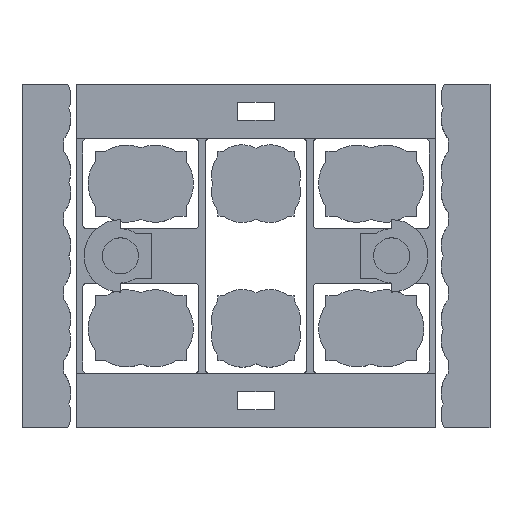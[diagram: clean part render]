
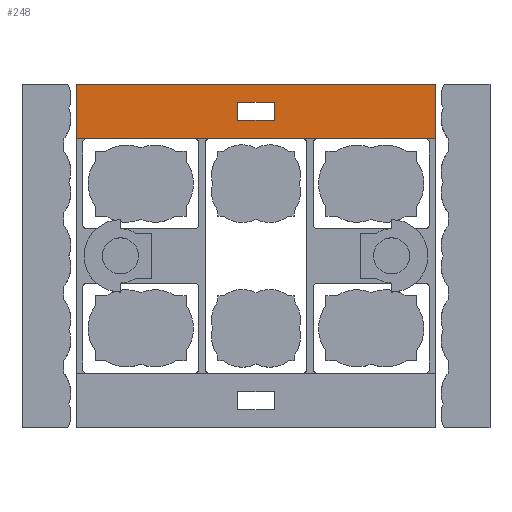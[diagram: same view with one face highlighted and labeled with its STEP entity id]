
A CAD part, top view. The second image highlights one B-rep face of the part: STEP entity #248.
In plain terms, the highlighted planar face has unit normal (0, 0, 1).
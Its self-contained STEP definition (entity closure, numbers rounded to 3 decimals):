
#15=FACE_BOUND('',#737,.T.);
#248=ADVANCED_FACE('',(#490,#15),#4250,.T.);
#490=FACE_OUTER_BOUND('',#736,.T.);
#736=EDGE_LOOP('',(#1490,#1491,#1492,#1493));
#737=EDGE_LOOP('',(#1494,#1495,#1496,#1497));
#1490=ORIENTED_EDGE('',*,*,#2550,.T.);
#1491=ORIENTED_EDGE('',*,*,#2551,.T.);
#1492=ORIENTED_EDGE('',*,*,#2552,.T.);
#1493=ORIENTED_EDGE('',*,*,#2553,.T.);
#1494=ORIENTED_EDGE('',*,*,#2484,.F.);
#1495=ORIENTED_EDGE('',*,*,#2487,.F.);
#1496=ORIENTED_EDGE('',*,*,#2476,.F.);
#1497=ORIENTED_EDGE('',*,*,#2481,.F.);
#2476=EDGE_CURVE('',#3827,#3828,#3380,.T.);
#2481=EDGE_CURVE('',#3831,#3827,#3385,.T.);
#2484=EDGE_CURVE('',#3835,#3831,#3388,.T.);
#2487=EDGE_CURVE('',#3828,#3835,#3391,.T.);
#2550=EDGE_CURVE('',#3896,#3897,#3454,.T.);
#2551=EDGE_CURVE('',#3897,#3898,#3455,.T.);
#2552=EDGE_CURVE('',#3898,#3899,#3456,.T.);
#2553=EDGE_CURVE('',#3899,#3896,#3457,.T.);
#3380=B_SPLINE_CURVE_WITH_KNOTS('',1,(#6444,#6445),.UNSPECIFIED.,.F.,.F.,
(2,2),(0.,2.),.UNSPECIFIED.);
#3385=B_SPLINE_CURVE_WITH_KNOTS('',1,(#6454,#6455),.UNSPECIFIED.,.F.,.F.,
(2,2),(0.,1.),.UNSPECIFIED.);
#3388=B_SPLINE_CURVE_WITH_KNOTS('',1,(#6460,#6461),.UNSPECIFIED.,.F.,.F.,
(2,2),(0.,2.),.UNSPECIFIED.);
#3391=B_SPLINE_CURVE_WITH_KNOTS('',1,(#6466,#6467),.UNSPECIFIED.,.F.,.F.,
(2,2),(0.,1.),.UNSPECIFIED.);
#3454=B_SPLINE_CURVE_WITH_KNOTS('',1,(#6592,#6593),.UNSPECIFIED.,.F.,.F.,
(2,2),(0.,3.),.UNSPECIFIED.);
#3455=B_SPLINE_CURVE_WITH_KNOTS('',1,(#6594,#6595),.UNSPECIFIED.,.F.,.F.,
(2,2),(0.,19.875),.UNSPECIFIED.);
#3456=B_SPLINE_CURVE_WITH_KNOTS('',1,(#6596,#6597),.UNSPECIFIED.,.F.,.F.,
(2,2),(0.,3.),.UNSPECIFIED.);
#3457=B_SPLINE_CURVE_WITH_KNOTS('',1,(#6598,#6599),.UNSPECIFIED.,.F.,.F.,
(2,2),(0.,19.875),.UNSPECIFIED.);
#3827=VERTEX_POINT('',#6075);
#3828=VERTEX_POINT('',#6076);
#3831=VERTEX_POINT('',#6079);
#3835=VERTEX_POINT('',#6083);
#3896=VERTEX_POINT('',#6144);
#3897=VERTEX_POINT('',#6145);
#3898=VERTEX_POINT('',#6146);
#3899=VERTEX_POINT('',#6147);
#4250=PLANE('',#4562);
#4562=AXIS2_PLACEMENT_3D('',#5960,#4987,$);
#4987=DIRECTION('',(0.,0.,1.));
#5960=CARTESIAN_POINT('',(-11.937,6.188,2.4));
#6075=CARTESIAN_POINT('',(1.,8.5,2.4));
#6076=CARTESIAN_POINT('',(-1.,8.5,2.4));
#6079=CARTESIAN_POINT('',(1.,7.5,2.4));
#6083=CARTESIAN_POINT('',(-1.,7.5,2.4));
#6144=CARTESIAN_POINT('',(9.937,6.5,2.4));
#6145=CARTESIAN_POINT('',(9.937,9.5,2.4));
#6146=CARTESIAN_POINT('',(-9.937,9.5,2.4));
#6147=CARTESIAN_POINT('',(-9.937,6.5,2.4));
#6444=CARTESIAN_POINT('',(1.,8.5,2.4));
#6445=CARTESIAN_POINT('',(-1.,8.5,2.4));
#6454=CARTESIAN_POINT('',(1.,7.5,2.4));
#6455=CARTESIAN_POINT('',(1.,8.5,2.4));
#6460=CARTESIAN_POINT('',(-1.,7.5,2.4));
#6461=CARTESIAN_POINT('',(1.,7.5,2.4));
#6466=CARTESIAN_POINT('',(-1.,8.5,2.4));
#6467=CARTESIAN_POINT('',(-1.,7.5,2.4));
#6592=CARTESIAN_POINT('',(9.937,6.5,2.4));
#6593=CARTESIAN_POINT('',(9.937,9.5,2.4));
#6594=CARTESIAN_POINT('',(9.937,9.5,2.4));
#6595=CARTESIAN_POINT('',(-9.937,9.5,2.4));
#6596=CARTESIAN_POINT('',(-9.937,9.5,2.4));
#6597=CARTESIAN_POINT('',(-9.937,6.5,2.4));
#6598=CARTESIAN_POINT('',(-9.937,6.5,2.4));
#6599=CARTESIAN_POINT('',(9.937,6.5,2.4));
